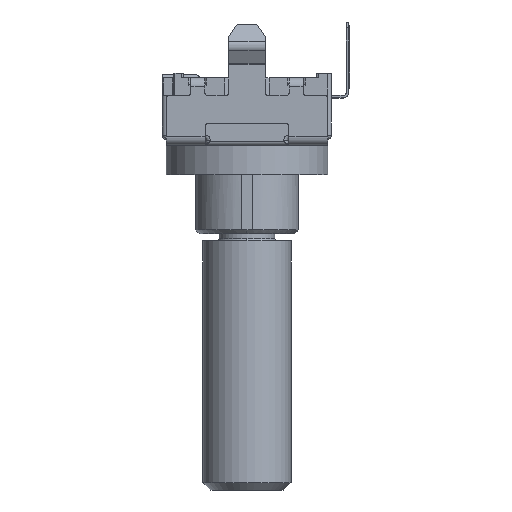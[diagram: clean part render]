
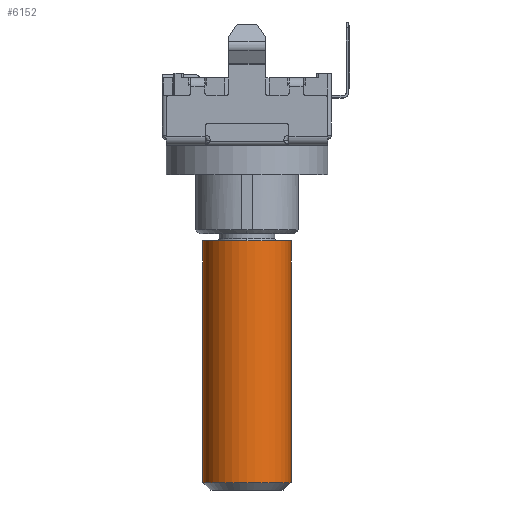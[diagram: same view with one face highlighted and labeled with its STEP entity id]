
A CAD part, front view. The second image highlights one B-rep face of the part: STEP entity #6152.
In plain terms, the highlighted cylindrical face has radius 3 mm (diameter 6 mm), a partial arc.
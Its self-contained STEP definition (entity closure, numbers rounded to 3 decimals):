
#648 = CARTESIAN_POINT ( 'NONE',  ( 3., 0., -22.34 ) ) ;
#899 = EDGE_CURVE ( 'NONE', #14144, #15726, #1716, .T. ) ;
#1191 = AXIS2_PLACEMENT_3D ( 'NONE', #16877, #11496, #2495 ) ;
#1716 = CIRCLE ( 'NONE', #14910, 3. ) ;
#2288 = EDGE_CURVE ( 'NONE', #4182, #20752, #16927, .T. ) ;
#2495 = DIRECTION ( 'NONE',  ( -1., 0., 0. ) ) ;
#2924 = CARTESIAN_POINT ( 'NONE',  ( -3., 0., -6.9 ) ) ;
#3822 = CARTESIAN_POINT ( 'NONE',  ( 3., 0., -23.35 ) ) ;
#4182 = VERTEX_POINT ( 'NONE', #13157 ) ;
#4200 = LINE ( 'NONE', #9641, #18073 ) ;
#4636 = FACE_OUTER_BOUND ( 'NONE', #6681, .T. ) ;
#6104 = DIRECTION ( 'NONE',  ( 0., 0., 1. ) ) ;
#6113 = CARTESIAN_POINT ( 'NONE',  ( 3., 0., -6.9 ) ) ;
#6152 = ADVANCED_FACE ( 'NONE', ( #4636 ), #8401, .T. ) ;
#6576 = LINE ( 'NONE', #648, #18457 ) ;
#6681 = EDGE_LOOP ( 'NONE', ( #11371, #21035, #17085, #16913 ) ) ;
#8350 = EDGE_CURVE ( 'NONE', #4182, #14144, #4200, .T. ) ;
#8401 = CYLINDRICAL_SURFACE ( 'NONE', #1191, 3. ) ;
#9596 = DIRECTION ( 'NONE',  ( 0., 0., 1. ) ) ;
#9641 = CARTESIAN_POINT ( 'NONE',  ( -3., 0., -22.34 ) ) ;
#9802 = AXIS2_PLACEMENT_3D ( 'NONE', #13320, #20541, #11813 ) ;
#11371 = ORIENTED_EDGE ( 'NONE', *, *, #2288, .T. ) ;
#11496 = DIRECTION ( 'NONE',  ( 0., 0., 1. ) ) ;
#11813 = DIRECTION ( 'NONE',  ( 1., 0., 0. ) ) ;
#13157 = CARTESIAN_POINT ( 'NONE',  ( -3., 0., -23.35 ) ) ;
#13320 = CARTESIAN_POINT ( 'NONE',  ( 0., 0., -23.35 ) ) ;
#13994 = DIRECTION ( 'NONE',  ( 0., 0., 1. ) ) ;
#14144 = VERTEX_POINT ( 'NONE', #2924 ) ;
#14910 = AXIS2_PLACEMENT_3D ( 'NONE', #18902, #9596, #17104 ) ;
#15726 = VERTEX_POINT ( 'NONE', #6113 ) ;
#16877 = CARTESIAN_POINT ( 'NONE',  ( 0., 0., -22.34 ) ) ;
#16913 = ORIENTED_EDGE ( 'NONE', *, *, #8350, .F. ) ;
#16927 = CIRCLE ( 'NONE', #9802, 3. ) ;
#17085 = ORIENTED_EDGE ( 'NONE', *, *, #899, .F. ) ;
#17104 = DIRECTION ( 'NONE',  ( -1., 0., 0. ) ) ;
#18073 = VECTOR ( 'NONE', #6104, 1000. ) ;
#18259 = EDGE_CURVE ( 'NONE', #20752, #15726, #6576, .T. ) ;
#18457 = VECTOR ( 'NONE', #13994, 1000. ) ;
#18902 = CARTESIAN_POINT ( 'NONE',  ( 0., 0., -6.9 ) ) ;
#20541 = DIRECTION ( 'NONE',  ( 0., 0., 1. ) ) ;
#20752 = VERTEX_POINT ( 'NONE', #3822 ) ;
#21035 = ORIENTED_EDGE ( 'NONE', *, *, #18259, .T. ) ;
